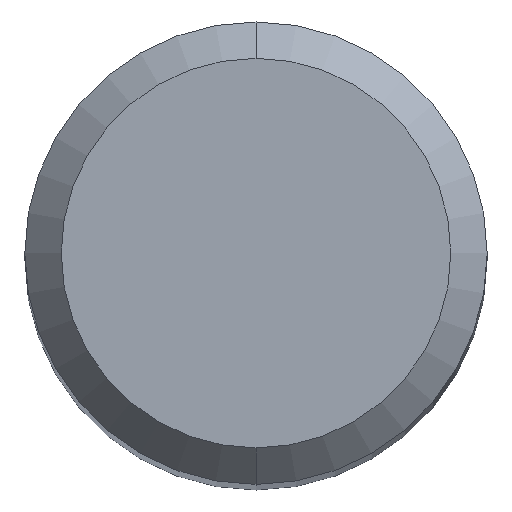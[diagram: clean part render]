
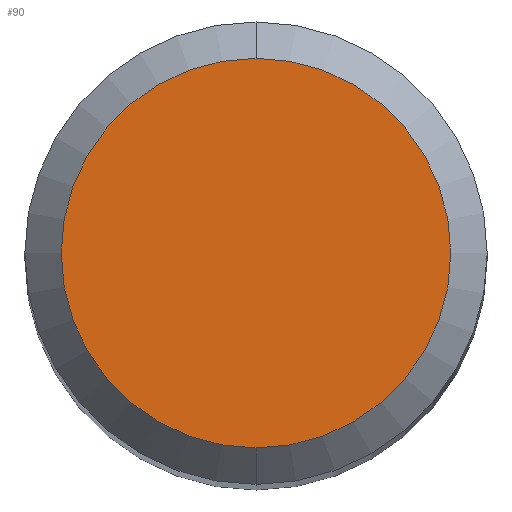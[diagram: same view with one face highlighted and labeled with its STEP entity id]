
A CAD part, top view. The second image highlights one B-rep face of the part: STEP entity #90.
In plain terms, the highlighted planar face has unit normal (0, 0, 1).
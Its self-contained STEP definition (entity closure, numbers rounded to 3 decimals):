
#57=PLANE('',#550);
#90=ADVANCED_FACE('',(#127),#57,.F.);
#127=FACE_OUTER_BOUND('',#158,.T.);
#158=EDGE_LOOP('',(#305,#306));
#305=ORIENTED_EDGE('',*,*,#391,.F.);
#306=ORIENTED_EDGE('',*,*,#389,.F.);
#336=VERTEX_POINT('',#849);
#337=VERTEX_POINT('',#851);
#389=EDGE_CURVE('',#336,#337,#424,.T.);
#391=EDGE_CURVE('',#337,#336,#425,.T.);
#424=CIRCLE('',#546,5.35);
#425=CIRCLE('',#548,5.35);
#546=AXIS2_PLACEMENT_3D('',#850,#706,#707);
#548=AXIS2_PLACEMENT_3D('',#854,#711,#712);
#550=AXIS2_PLACEMENT_3D('',#856,#715,#716);
#706=DIRECTION('',(0.,0.,-1.));
#707=DIRECTION('',(0.,-1.,0.));
#711=DIRECTION('',(0.,0.,-1.));
#712=DIRECTION('',(0.,1.,0.));
#715=DIRECTION('',(0.,0.,-1.));
#716=DIRECTION('',(0.,1.,0.));
#849=CARTESIAN_POINT('',(0.,-5.35,0.));
#850=CARTESIAN_POINT('',(0.,0.,0.));
#851=CARTESIAN_POINT('',(0.,5.35,0.));
#854=CARTESIAN_POINT('',(0.,0.,0.));
#856=CARTESIAN_POINT('',(0.,0.,0.));
